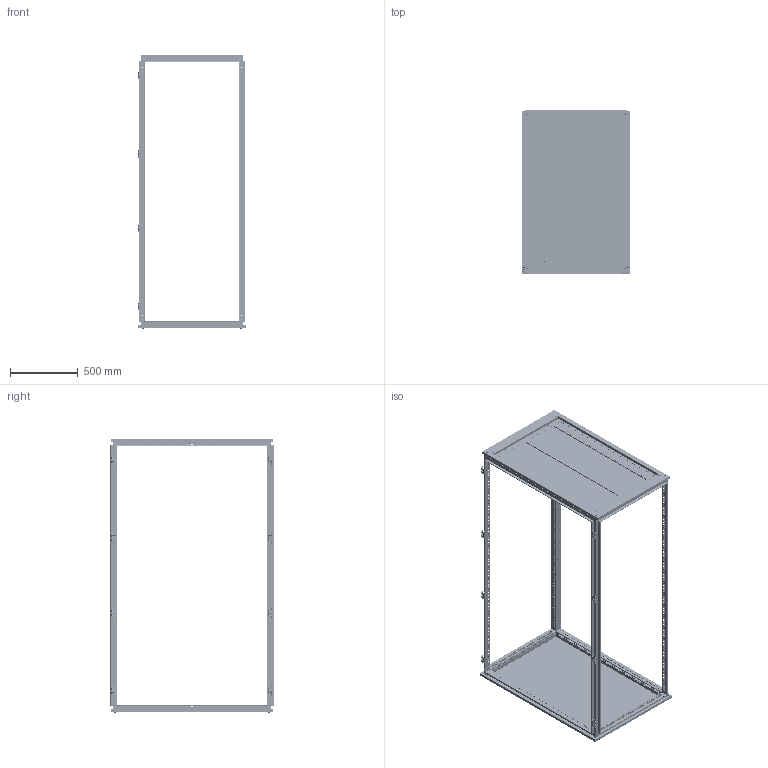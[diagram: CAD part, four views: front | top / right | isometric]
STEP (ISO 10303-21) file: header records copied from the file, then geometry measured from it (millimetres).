
FILE_DESCRIPTION (( 'STEP AP203' ), '1' );
FILE_NAME ('R5KTB128+R5KMDCR20.step', '2011-02-16T15:03:03', ( 'User' ), ( 'DKC' ), 'SwSTEP 2.0', 'SolidWorks 2010', '' );
FILE_SCHEMA (( 'CONFIG_CONTROL_DESIGN' ));
Length unit declared in the file: millimetre
Products named in the file (23): Lamiera laterale per fondo da_800; Fondo per quadro da_1200x95; Fondo per quadro da_1200x295; Traversa inferiore tenuta fondo_800; Capscrew with recessed hexahedron M6 x 10_ISO 4762 M6 x 10 --- 10S; Acc00c561_Default; Assem roof_KTB128; sealant for base_1200x800; Traversa laterale per quadro prof_800; Traversa frontale per quadro largh._1200; AC00C469S_Default; AC00C469D_Default; Sviluppo tetto da_1200x800; Button head screw with recessed hexahedron M12 x 20 _ISO 7380 - M12 x 20 --- 20S; Flange nut M6_ISO 7044-M6-S; Pan Head Cross Recess Screw M6x35_ISO 7045 - M6 x 35 - Z --- 35S; land; Montante per quadro_2000; AC00C254_Default; cerniera DAE_Default; R5KTB128+R5KMDCR20; Assem base_KTB128; Lamiera trasversale per fondo da_1200
Assembly tree (74 placements, depth 3):
  R5KTB128+R5KMDCR20
    AC00C254_Default  x8
    Montante per quadro_2000  x4
    cerniera DAE_Default  x8
    Assem base_KTB128
      Lamiera trasversale per fondo da_1200  x2
      Flange nut M6_ISO 7044-M6-S  x4
      AC00C469S_Default  x2
      Traversa inferiore tenuta fondo_800  x2
      Lamiera laterale per fondo da_800  x2
      AC00C469D_Default  x2
      Capscrew with recessed hexahedron M6 x 10_ISO 4762 M6 x 10 --- 10S  x4
      sealant for base_1200x800
      Traversa frontale per quadro largh._1200  x2
      Fondo per quadro da_1200x295  x2
      Acc00c561_Default  x6
      Traversa laterale per quadro prof_800  x2
      Fondo per quadro da_1200x95
    Assem roof_KTB128
      land  x2
      Pan Head Cross Recess Screw M6x35_ISO 7045 - M6 x 35 - Z --- 35S  x2
      Button head screw with recessed hexahedron M12 x 20 _ISO 7380 - M12 x 20 --- 20S  x4
      Flange nut M6_ISO 7044-M6-S  x2
      Sviluppo tetto da_1200x800
      sealant for base_1200x800
      AC00C469S_Default  x2
      Traversa laterale per quadro prof_800  x2
      Traversa frontale per quadro largh._1200  x2
      AC00C469D_Default  x2
Bounding box: 799 x 1200.5 x 2014.1 mm (x, y, z)
Volume: 8373582.5 mm3; surface area: 10507169.6 mm2
Topology: 74 solids, 74 shells, 16286 faces, 44384 edges, 28530 vertices
Faces by surface type: plane 8198, cylinder 5070, cone 1840, bspline 818, torus 252, sphere 108
Entity records: 159465 total; most frequent: CARTESIAN_POINT 39984, ORIENTED_EDGE 24626, DIRECTION 23217, EDGE_CURVE 12313, VERTEX_POINT 7941, AXIS2_PLACEMENT_3D 7789, LINE 7639, VECTOR 7639
